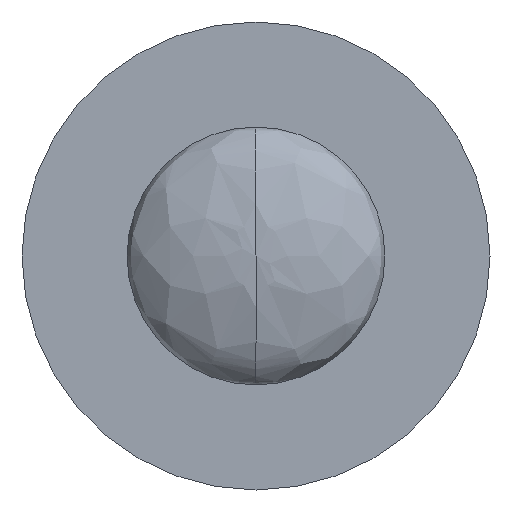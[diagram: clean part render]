
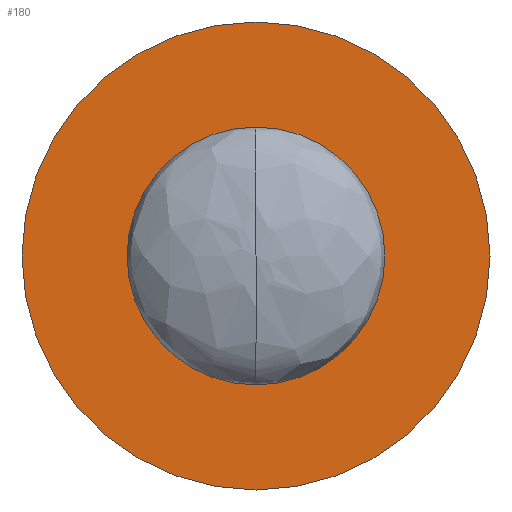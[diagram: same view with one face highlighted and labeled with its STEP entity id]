
A CAD part, front view. The second image highlights one B-rep face of the part: STEP entity #180.
In plain terms, the highlighted face is planar.
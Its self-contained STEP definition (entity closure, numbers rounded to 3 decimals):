
#1 = DIRECTION ( 'NONE',  ( 0., 0., -1. ) ) ;
#2 = DIRECTION ( 'NONE',  ( 0., 0., -1. ) ) ;
#12 = AXIS2_PLACEMENT_3D ( 'NONE', #234, #257, #236 ) ;
#32 = CARTESIAN_POINT ( 'NONE',  ( 1., 0., 0. ) ) ;
#50 = FACE_OUTER_BOUND ( 'NONE', #380, .T. ) ;
#55 = CARTESIAN_POINT ( 'NONE',  ( 1., 0., -2.7 ) ) ;
#75 = AXIS2_PLACEMENT_3D ( 'NONE', #345, #329, #2 ) ;
#100 = FACE_BOUND ( 'NONE', #346, .T. ) ;
#138 = ORIENTED_EDGE ( 'NONE', *, *, #456, .F. ) ;
#150 = CIRCLE ( 'NONE', #336, 2.7 ) ;
#167 = VERTEX_POINT ( 'NONE', #248 ) ;
#168 = CIRCLE ( 'NONE', #75, 4.9 ) ;
#172 = DIRECTION ( 'NONE',  ( 0., 0., -1. ) ) ;
#180 = ADVANCED_FACE ( 'NONE', ( #50, #100 ), #277, .T. ) ;
#194 = CARTESIAN_POINT ( 'NONE',  ( 1., 0., 0. ) ) ;
#228 = EDGE_CURVE ( 'NONE', #167, #387, #168, .T. ) ;
#234 = CARTESIAN_POINT ( 'NONE',  ( 1., 0., 0. ) ) ;
#235 = VERTEX_POINT ( 'NONE', #385 ) ;
#236 = DIRECTION ( 'NONE',  ( 0., 0., -1. ) ) ;
#248 = CARTESIAN_POINT ( 'NONE',  ( 1., 0., -4.9 ) ) ;
#257 = DIRECTION ( 'NONE',  ( 1., 0., 0. ) ) ;
#266 = DIRECTION ( 'NONE',  ( 1., 0., 0. ) ) ;
#277 = PLANE ( 'NONE',  #390 ) ;
#282 = CARTESIAN_POINT ( 'NONE',  ( 1., 0., 0. ) ) ;
#287 = DIRECTION ( 'NONE',  ( 0., 0., -1. ) ) ;
#303 = DIRECTION ( 'NONE',  ( 1., 0., 0. ) ) ;
#322 = ORIENTED_EDGE ( 'NONE', *, *, #409, .T. ) ;
#326 = AXIS2_PLACEMENT_3D ( 'NONE', #194, #303, #172 ) ;
#329 = DIRECTION ( 'NONE',  ( 1., 0., 0. ) ) ;
#336 = AXIS2_PLACEMENT_3D ( 'NONE', #32, #532, #1 ) ;
#345 = CARTESIAN_POINT ( 'NONE',  ( 1., 0., 0. ) ) ;
#346 = EDGE_LOOP ( 'NONE', ( #138, #422 ) ) ;
#350 = EDGE_CURVE ( 'NONE', #432, #235, #150, .T. ) ;
#380 = EDGE_LOOP ( 'NONE', ( #322, #417 ) ) ;
#385 = CARTESIAN_POINT ( 'NONE',  ( 1., 0., 2.7 ) ) ;
#387 = VERTEX_POINT ( 'NONE', #523 ) ;
#390 = AXIS2_PLACEMENT_3D ( 'NONE', #282, #266, #287 ) ;
#409 = EDGE_CURVE ( 'NONE', #387, #167, #552, .T. ) ;
#417 = ORIENTED_EDGE ( 'NONE', *, *, #228, .T. ) ;
#422 = ORIENTED_EDGE ( 'NONE', *, *, #350, .F. ) ;
#432 = VERTEX_POINT ( 'NONE', #55 ) ;
#456 = EDGE_CURVE ( 'NONE', #235, #432, #561, .T. ) ;
#523 = CARTESIAN_POINT ( 'NONE',  ( 1., 0., 4.9 ) ) ;
#532 = DIRECTION ( 'NONE',  ( 1., 0., 0. ) ) ;
#552 = CIRCLE ( 'NONE', #12, 4.9 ) ;
#561 = CIRCLE ( 'NONE', #326, 2.7 ) ;
